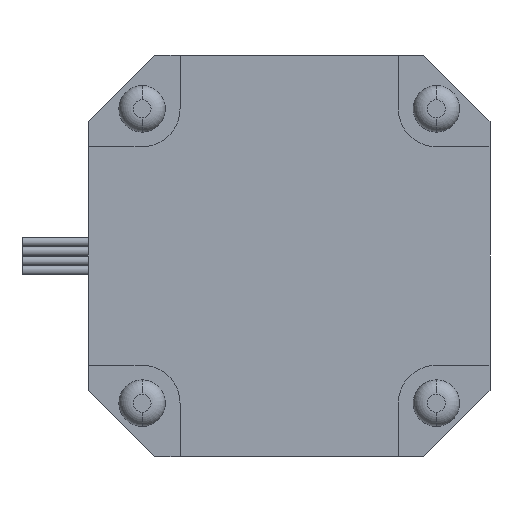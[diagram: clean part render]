
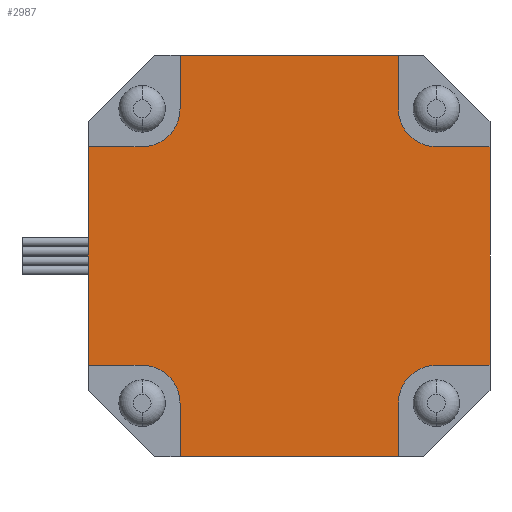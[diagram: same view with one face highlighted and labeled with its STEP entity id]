
A CAD part, front view. The second image highlights one B-rep face of the part: STEP entity #2987.
In plain terms, the highlighted planar face has unit normal (0, -1, 0).
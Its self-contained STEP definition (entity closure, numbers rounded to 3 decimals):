
#2 = DIRECTION ( 'NONE',  ( 0., 0., -1. ) ) ;
#4 = CARTESIAN_POINT ( 'NONE',  ( 11.5, -48., -21.15 ) ) ;
#6 = VERTEX_POINT ( 'NONE', #1194 ) ;
#23 = LINE ( 'NONE', #1960, #1260 ) ;
#41 = CARTESIAN_POINT ( 'NONE',  ( -15.5, -48., 11.5 ) ) ;
#51 = EDGE_CURVE ( 'NONE', #1489, #359, #1219, .T. ) ;
#72 = EDGE_CURVE ( 'NONE', #1613, #2762, #23, .T. ) ;
#136 = VECTOR ( 'NONE', #2598, 1000. ) ;
#182 = CARTESIAN_POINT ( 'NONE',  ( 15.5, -48., -11.5 ) ) ;
#211 = ORIENTED_EDGE ( 'NONE', *, *, #702, .F. ) ;
#212 = VECTOR ( 'NONE', #1893, 1000. ) ;
#223 = CARTESIAN_POINT ( 'NONE',  ( 0., -48., 11.5 ) ) ;
#233 = CARTESIAN_POINT ( 'NONE',  ( 15.5, -48., 15.5 ) ) ;
#251 = AXIS2_PLACEMENT_3D ( 'NONE', #233, #1437, #2900 ) ;
#302 = ORIENTED_EDGE ( 'NONE', *, *, #1468, .F. ) ;
#359 = VERTEX_POINT ( 'NONE', #1062 ) ;
#363 = CARTESIAN_POINT ( 'NONE',  ( 0., -48., 11.5 ) ) ;
#383 = EDGE_CURVE ( 'NONE', #2762, #1489, #2198, .T. ) ;
#384 = CARTESIAN_POINT ( 'NONE',  ( 11.5, -48., 0. ) ) ;
#389 = CARTESIAN_POINT ( 'NONE',  ( 15.5, -48., 11.5 ) ) ;
#418 = CARTESIAN_POINT ( 'NONE',  ( -11.5, -48., 21.15 ) ) ;
#466 = ORIENTED_EDGE ( 'NONE', *, *, #1237, .F. ) ;
#467 = EDGE_CURVE ( 'NONE', #886, #1613, #562, .T. ) ;
#518 = EDGE_CURVE ( 'NONE', #2621, #1571, #2080, .T. ) ;
#521 = DIRECTION ( 'NONE',  ( 0., -1., 0. ) ) ;
#539 = ORIENTED_EDGE ( 'NONE', *, *, #2158, .F. ) ;
#555 = DIRECTION ( 'NONE',  ( 0., 0., -1. ) ) ;
#562 = LINE ( 'NONE', #2726, #914 ) ;
#669 = CARTESIAN_POINT ( 'NONE',  ( 21.15, -48., 11.5 ) ) ;
#702 = EDGE_CURVE ( 'NONE', #359, #1056, #1565, .T. ) ;
#706 = CARTESIAN_POINT ( 'NONE',  ( 21.15, -48., 0. ) ) ;
#749 = VECTOR ( 'NONE', #2623, 1000. ) ;
#776 = CARTESIAN_POINT ( 'NONE',  ( 11.5, -48., 15.5 ) ) ;
#801 = DIRECTION ( 'NONE',  ( 1., 0., 0. ) ) ;
#886 = VERTEX_POINT ( 'NONE', #2523 ) ;
#900 = DIRECTION ( 'NONE',  ( 0., -1., 0. ) ) ;
#914 = VECTOR ( 'NONE', #1526, 1000. ) ;
#961 = CARTESIAN_POINT ( 'NONE',  ( 21.15, -48., -11.5 ) ) ;
#1006 = ORIENTED_EDGE ( 'NONE', *, *, #72, .F. ) ;
#1056 = VERTEX_POINT ( 'NONE', #418 ) ;
#1062 = CARTESIAN_POINT ( 'NONE',  ( -11.5, -48., 15.5 ) ) ;
#1099 = CARTESIAN_POINT ( 'NONE',  ( 11.5, -48., -15.5 ) ) ;
#1107 = EDGE_LOOP ( 'NONE', ( #1972, #1006, #1432, #466, #2494, #2939, #2036, #302, #1611, #2197, #2680, #539, #2802, #2852, #211, #1796 ) ) ;
#1123 = VERTEX_POINT ( 'NONE', #669 ) ;
#1153 = VERTEX_POINT ( 'NONE', #2337 ) ;
#1158 = DIRECTION ( 'NONE',  ( 0., 0., 1. ) ) ;
#1194 = CARTESIAN_POINT ( 'NONE',  ( -11.5, -48., -15.5 ) ) ;
#1217 = CARTESIAN_POINT ( 'NONE',  ( 15.5, -48., -15.5 ) ) ;
#1219 = CIRCLE ( 'NONE', #1789, 4. ) ;
#1224 = CIRCLE ( 'NONE', #251, 4. ) ;
#1237 = EDGE_CURVE ( 'NONE', #6, #886, #2610, .T. ) ;
#1240 = DIRECTION ( 'NONE',  ( -1., 0., 0. ) ) ;
#1260 = VECTOR ( 'NONE', #2422, 1000. ) ;
#1374 = EDGE_CURVE ( 'NONE', #1153, #6, #2667, .T. ) ;
#1395 = DIRECTION ( 'NONE',  ( -1., 0., 0. ) ) ;
#1422 = VERTEX_POINT ( 'NONE', #4 ) ;
#1432 = ORIENTED_EDGE ( 'NONE', *, *, #467, .F. ) ;
#1436 = DIRECTION ( 'NONE',  ( 0., 1., 0. ) ) ;
#1437 = DIRECTION ( 'NONE',  ( 0., -1., 0. ) ) ;
#1468 = EDGE_CURVE ( 'NONE', #2819, #2708, #2440, .T. ) ;
#1489 = VERTEX_POINT ( 'NONE', #41 ) ;
#1519 = AXIS2_PLACEMENT_3D ( 'NONE', #1217, #521, #2903 ) ;
#1523 = CARTESIAN_POINT ( 'NONE',  ( -21.15, -48., -11.5 ) ) ;
#1526 = DIRECTION ( 'NONE',  ( -1., 0., 0. ) ) ;
#1565 = LINE ( 'NONE', #2427, #1814 ) ;
#1571 = VERTEX_POINT ( 'NONE', #776 ) ;
#1606 = CARTESIAN_POINT ( 'NONE',  ( 11.5, -48., 0. ) ) ;
#1611 = ORIENTED_EDGE ( 'NONE', *, *, #2059, .F. ) ;
#1613 = VERTEX_POINT ( 'NONE', #1523 ) ;
#1683 = DIRECTION ( 'NONE',  ( 1., 0., 0. ) ) ;
#1721 = VECTOR ( 'NONE', #1683, 1000. ) ;
#1789 = AXIS2_PLACEMENT_3D ( 'NONE', #2335, #2574, #555 ) ;
#1791 = LINE ( 'NONE', #1606, #136 ) ;
#1796 = ORIENTED_EDGE ( 'NONE', *, *, #51, .F. ) ;
#1814 = VECTOR ( 'NONE', #2907, 1000. ) ;
#1854 = VERTEX_POINT ( 'NONE', #961 ) ;
#1859 = VECTOR ( 'NONE', #1240, 1000. ) ;
#1893 = DIRECTION ( 'NONE',  ( 1., 0., 0. ) ) ;
#1895 = VECTOR ( 'NONE', #2, 1000. ) ;
#1958 = VERTEX_POINT ( 'NONE', #389 ) ;
#1960 = CARTESIAN_POINT ( 'NONE',  ( -21.15, -48., 0. ) ) ;
#1972 = ORIENTED_EDGE ( 'NONE', *, *, #383, .F. ) ;
#2013 = LINE ( 'NONE', #2577, #2127 ) ;
#2036 = ORIENTED_EDGE ( 'NONE', *, *, #2099, .F. ) ;
#2059 = EDGE_CURVE ( 'NONE', #1854, #2819, #2013, .T. ) ;
#2080 = LINE ( 'NONE', #384, #2647 ) ;
#2099 = EDGE_CURVE ( 'NONE', #2708, #1422, #1791, .T. ) ;
#2119 = VECTOR ( 'NONE', #801, 1000. ) ;
#2124 = EDGE_CURVE ( 'NONE', #1123, #1854, #2619, .T. ) ;
#2127 = VECTOR ( 'NONE', #1395, 1000. ) ;
#2158 = EDGE_CURVE ( 'NONE', #1571, #1958, #1224, .T. ) ;
#2186 = EDGE_CURVE ( 'NONE', #1056, #2621, #2361, .T. ) ;
#2197 = ORIENTED_EDGE ( 'NONE', *, *, #2124, .F. ) ;
#2198 = LINE ( 'NONE', #363, #2119 ) ;
#2234 = EDGE_CURVE ( 'NONE', #1958, #1123, #2248, .T. ) ;
#2248 = LINE ( 'NONE', #223, #212 ) ;
#2296 = EDGE_CURVE ( 'NONE', #1422, #1153, #3087, .T. ) ;
#2309 = DIRECTION ( 'NONE',  ( 0., 0., -1. ) ) ;
#2335 = CARTESIAN_POINT ( 'NONE',  ( -15.5, -48., 15.5 ) ) ;
#2337 = CARTESIAN_POINT ( 'NONE',  ( -11.5, -48., -21.15 ) ) ;
#2344 = CARTESIAN_POINT ( 'NONE',  ( -15.5, -48., -15.5 ) ) ;
#2361 = LINE ( 'NONE', #2417, #1721 ) ;
#2397 = PLANE ( 'NONE',  #2833 ) ;
#2402 = CARTESIAN_POINT ( 'NONE',  ( -11.5, -48., 0. ) ) ;
#2417 = CARTESIAN_POINT ( 'NONE',  ( 0., -48., 21.15 ) ) ;
#2422 = DIRECTION ( 'NONE',  ( 0., 0., 1. ) ) ;
#2427 = CARTESIAN_POINT ( 'NONE',  ( -11.5, -48., 0. ) ) ;
#2440 = CIRCLE ( 'NONE', #1519, 4. ) ;
#2494 = ORIENTED_EDGE ( 'NONE', *, *, #1374, .F. ) ;
#2523 = CARTESIAN_POINT ( 'NONE',  ( -15.5, -48., -11.5 ) ) ;
#2551 = CARTESIAN_POINT ( 'NONE',  ( -21.15, -48., 11.5 ) ) ;
#2574 = DIRECTION ( 'NONE',  ( 0., -1., 0. ) ) ;
#2577 = CARTESIAN_POINT ( 'NONE',  ( 0., -48., -11.5 ) ) ;
#2598 = DIRECTION ( 'NONE',  ( 0., 0., -1. ) ) ;
#2604 = CARTESIAN_POINT ( 'NONE',  ( 0., -48., 0. ) ) ;
#2610 = CIRCLE ( 'NONE', #2769, 4. ) ;
#2619 = LINE ( 'NONE', #706, #1895 ) ;
#2621 = VERTEX_POINT ( 'NONE', #2990 ) ;
#2623 = DIRECTION ( 'NONE',  ( 0., 0., 1. ) ) ;
#2647 = VECTOR ( 'NONE', #2309, 1000. ) ;
#2660 = CARTESIAN_POINT ( 'NONE',  ( 0., -48., -21.15 ) ) ;
#2667 = LINE ( 'NONE', #2402, #749 ) ;
#2680 = ORIENTED_EDGE ( 'NONE', *, *, #2234, .F. ) ;
#2708 = VERTEX_POINT ( 'NONE', #1099 ) ;
#2726 = CARTESIAN_POINT ( 'NONE',  ( 0., -48., -11.5 ) ) ;
#2762 = VERTEX_POINT ( 'NONE', #2551 ) ;
#2769 = AXIS2_PLACEMENT_3D ( 'NONE', #2344, #900, #2809 ) ;
#2802 = ORIENTED_EDGE ( 'NONE', *, *, #518, .F. ) ;
#2809 = DIRECTION ( 'NONE',  ( 0., 0., 1. ) ) ;
#2819 = VERTEX_POINT ( 'NONE', #182 ) ;
#2833 = AXIS2_PLACEMENT_3D ( 'NONE', #2604, #1436, #1158 ) ;
#2852 = ORIENTED_EDGE ( 'NONE', *, *, #2186, .F. ) ;
#2900 = DIRECTION ( 'NONE',  ( 0., 0., 1. ) ) ;
#2903 = DIRECTION ( 'NONE',  ( 0., 0., -1. ) ) ;
#2907 = DIRECTION ( 'NONE',  ( 0., 0., 1. ) ) ;
#2939 = ORIENTED_EDGE ( 'NONE', *, *, #2296, .F. ) ;
#2959 = FACE_OUTER_BOUND ( 'NONE', #1107, .T. ) ;
#2987 = ADVANCED_FACE ( 'NONE', ( #2959 ), #2397, .F. ) ;
#2990 = CARTESIAN_POINT ( 'NONE',  ( 11.5, -48., 21.15 ) ) ;
#3087 = LINE ( 'NONE', #2660, #1859 ) ;
